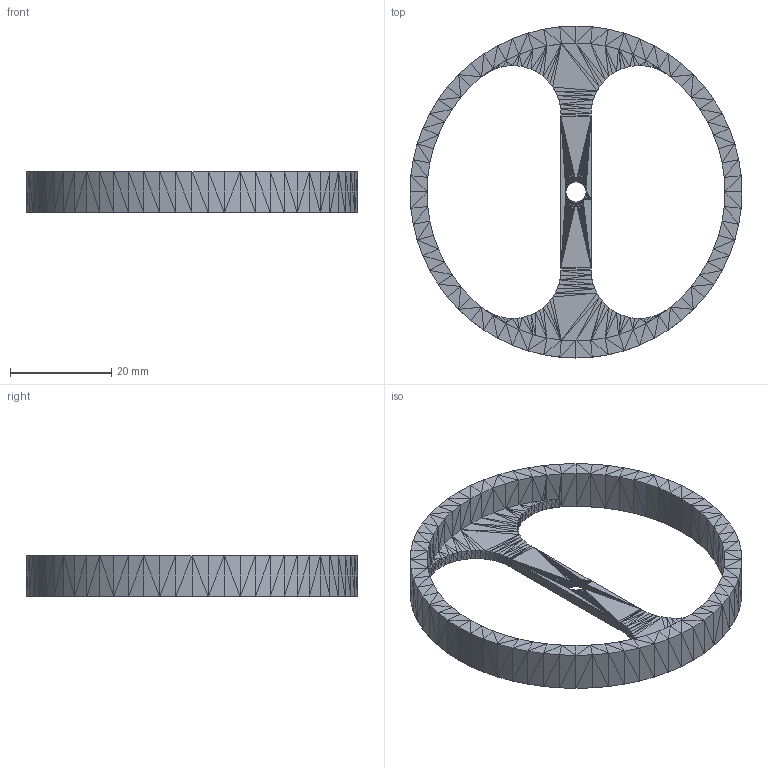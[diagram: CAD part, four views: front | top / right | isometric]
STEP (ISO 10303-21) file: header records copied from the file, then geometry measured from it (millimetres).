
FILE_DESCRIPTION(('FreeCAD Model'),'2;1');
FILE_NAME( 'wheel.step', '2017-12-31T15:32:34',('Author'),(''), 'Open CASCADE STEP processor 6.8','FreeCAD','Unknown');
FILE_SCHEMA(('AUTOMOTIVE_DESIGN_CC2 { 1 2 10303 214 -1 1 5 4 }'));
Products named in the file (1): wheel001
Bounding box: 65.65 x 65.65 x 8 mm (x, y, z)
Surface area: 5717.9 mm2 (no closed solid volume)
Topology: 0 solids, 1 shells, 1340 faces, 2010 edges, 666 vertices
Faces by surface type: plane 1340
Entity records: 50271 total; most frequent: CARTESIAN_POINT 10047, DIRECTION 6702, ORIENTED_EDGE 4020, LINE 4020, VECTOR 4020, PCURVE 4020, DEFINITIONAL_REPRESENTATION 4020, EDGE_CURVE 2010
